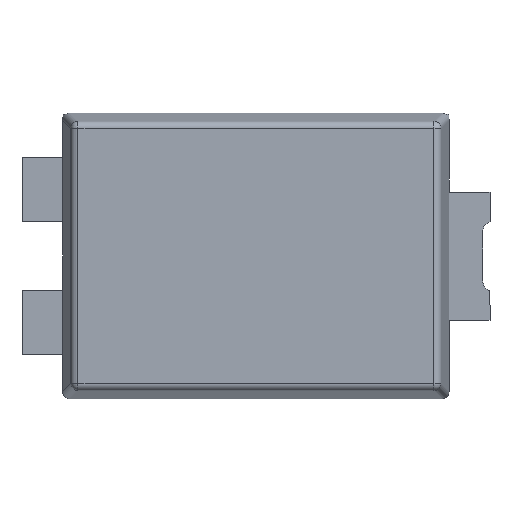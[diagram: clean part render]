
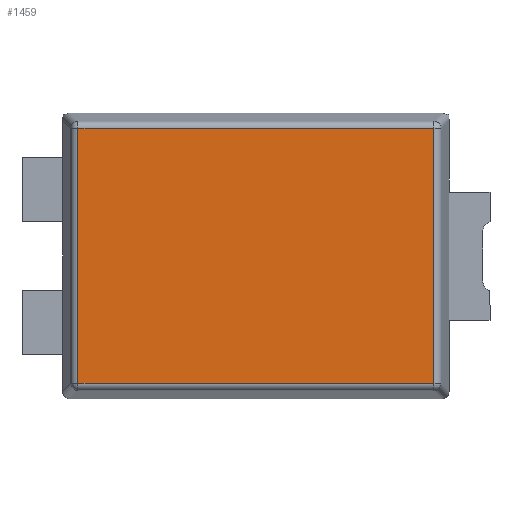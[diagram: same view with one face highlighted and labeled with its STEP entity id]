
A CAD part, top view. The second image highlights one B-rep face of the part: STEP entity #1459.
In plain terms, the highlighted face is planar.
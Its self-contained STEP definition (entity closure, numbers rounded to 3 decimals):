
#158=FACE_OUTER_BOUND('',#244,.T.);
#244=EDGE_LOOP('',(#1047,#1048,#1049,#1050));
#374=LINE('',#2310,#524);
#375=LINE('',#2312,#525);
#376=LINE('',#2314,#526);
#377=LINE('',#2315,#527);
#524=VECTOR('',#1817,1000.);
#525=VECTOR('',#1818,1000.);
#526=VECTOR('',#1819,1000.);
#527=VECTOR('',#1820,1000.);
#673=VERTEX_POINT('',#2308);
#674=VERTEX_POINT('',#2309);
#675=VERTEX_POINT('',#2311);
#676=VERTEX_POINT('',#2313);
#818=EDGE_CURVE('',#673,#674,#374,.F.);
#819=EDGE_CURVE('',#674,#675,#375,.F.);
#820=EDGE_CURVE('',#675,#676,#376,.F.);
#821=EDGE_CURVE('',#676,#673,#377,.F.);
#1047=ORIENTED_EDGE('',*,*,#818,.T.);
#1048=ORIENTED_EDGE('',*,*,#819,.T.);
#1049=ORIENTED_EDGE('',*,*,#820,.T.);
#1050=ORIENTED_EDGE('',*,*,#821,.T.);
#1407=PLANE('',#1571);
#1459=ADVANCED_FACE('',(#158),#1407,.F.);
#1571=AXIS2_PLACEMENT_3D('',#2307,#1815,#1816);
#1815=DIRECTION('center_axis',(0.,1.,0.));
#1816=DIRECTION('ref_axis',(-1.,0.,0.));
#1817=DIRECTION('',(-1.,0.,0.));
#1818=DIRECTION('',(0.,0.,-1.));
#1819=DIRECTION('',(1.,0.,0.));
#1820=DIRECTION('',(0.,0.,1.));
#2307=CARTESIAN_POINT('Origin',(1.901,-0.544,-2.652));
#2308=CARTESIAN_POINT('',(-1.858,-0.544,-2.442));
#2309=CARTESIAN_POINT('',(1.691,-0.544,-2.442));
#2310=CARTESIAN_POINT('',(1.775,-0.544,-2.442));
#2311=CARTESIAN_POINT('',(1.691,-0.544,2.507));
#2312=CARTESIAN_POINT('',(1.691,-0.544,2.591));
#2313=CARTESIAN_POINT('',(-1.858,-0.544,2.507));
#2314=CARTESIAN_POINT('',(-1.942,-0.544,2.507));
#2315=CARTESIAN_POINT('',(-1.858,-0.544,-2.525));
